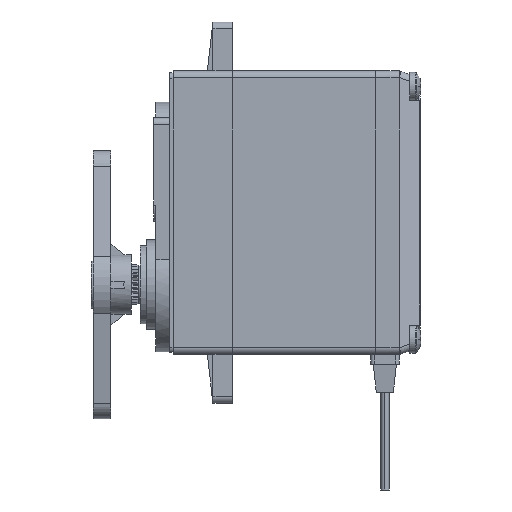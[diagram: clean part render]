
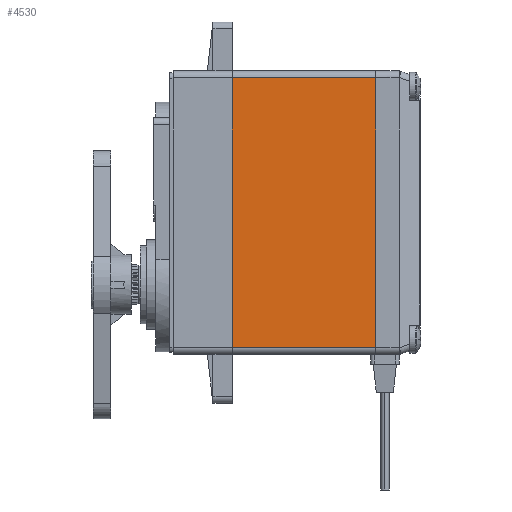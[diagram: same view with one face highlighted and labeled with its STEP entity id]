
A CAD part, left-side view. The second image highlights one B-rep face of the part: STEP entity #4530.
In plain terms, the highlighted planar face has unit normal (-1, 0, 0).
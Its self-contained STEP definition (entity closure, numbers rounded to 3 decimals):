
#522 = VERTEX_POINT ( 'NONE', #17364 ) ;
#1304 = CARTESIAN_POINT ( 'NONE',  ( -9.9, 10.25, -20.3 ) ) ;
#1817 = EDGE_CURVE ( 'NONE', #522, #3209, #7594, .T. ) ;
#2169 = CARTESIAN_POINT ( 'NONE',  ( -9.9, 10.25, 19.3 ) ) ;
#2234 = DIRECTION ( 'NONE',  ( 0., 1., 0. ) ) ;
#2480 = DIRECTION ( 'NONE',  ( 1., 0., 0. ) ) ;
#2501 = ORIENTED_EDGE ( 'NONE', *, *, #10517, .F. ) ;
#3209 = VERTEX_POINT ( 'NONE', #11248 ) ;
#4530 = ADVANCED_FACE ( 'NONE', ( #7945 ), #7928, .F. ) ;
#4719 = LINE ( 'NONE', #1304, #12356 ) ;
#4809 = EDGE_CURVE ( 'NONE', #3209, #5822, #9286, .T. ) ;
#4948 = VERTEX_POINT ( 'NONE', #9716 ) ;
#4999 = CARTESIAN_POINT ( 'NONE',  ( -9.9, -10.25, 19.3 ) ) ;
#5822 = VERTEX_POINT ( 'NONE', #4999 ) ;
#5971 = LINE ( 'NONE', #2169, #17518 ) ;
#7594 = LINE ( 'NONE', #11192, #11963 ) ;
#7604 = ORIENTED_EDGE ( 'NONE', *, *, #1817, .T. ) ;
#7928 = PLANE ( 'NONE',  #10145 ) ;
#7945 = FACE_OUTER_BOUND ( 'NONE', #9272, .T. ) ;
#9272 = EDGE_LOOP ( 'NONE', ( #2501, #7604, #13069, #17812 ) ) ;
#9286 = LINE ( 'NONE', #10864, #14084 ) ;
#9716 = CARTESIAN_POINT ( 'NONE',  ( -9.9, 10.25, 19.3 ) ) ;
#10145 = AXIS2_PLACEMENT_3D ( 'NONE', #10742, #2480, #13679 ) ;
#10517 = EDGE_CURVE ( 'NONE', #522, #4948, #4719, .T. ) ;
#10742 = CARTESIAN_POINT ( 'NONE',  ( -9.9, 10.25, -20.3 ) ) ;
#10864 = CARTESIAN_POINT ( 'NONE',  ( -9.9, -10.25, -20.3 ) ) ;
#11192 = CARTESIAN_POINT ( 'NONE',  ( -9.9, 10.25, -19.3 ) ) ;
#11248 = CARTESIAN_POINT ( 'NONE',  ( -9.9, -10.25, -19.3 ) ) ;
#11963 = VECTOR ( 'NONE', #15286, 1000. ) ;
#12275 = DIRECTION ( 'NONE',  ( 0., 0., 1. ) ) ;
#12356 = VECTOR ( 'NONE', #16832, 1000. ) ;
#13069 = ORIENTED_EDGE ( 'NONE', *, *, #4809, .T. ) ;
#13679 = DIRECTION ( 'NONE',  ( 0., 0., -1. ) ) ;
#14084 = VECTOR ( 'NONE', #12275, 1000. ) ;
#15286 = DIRECTION ( 'NONE',  ( 0., -1., 0. ) ) ;
#16123 = EDGE_CURVE ( 'NONE', #5822, #4948, #5971, .T. ) ;
#16832 = DIRECTION ( 'NONE',  ( 0., 0., 1. ) ) ;
#17364 = CARTESIAN_POINT ( 'NONE',  ( -9.9, 10.25, -19.3 ) ) ;
#17518 = VECTOR ( 'NONE', #2234, 1000. ) ;
#17812 = ORIENTED_EDGE ( 'NONE', *, *, #16123, .T. ) ;
